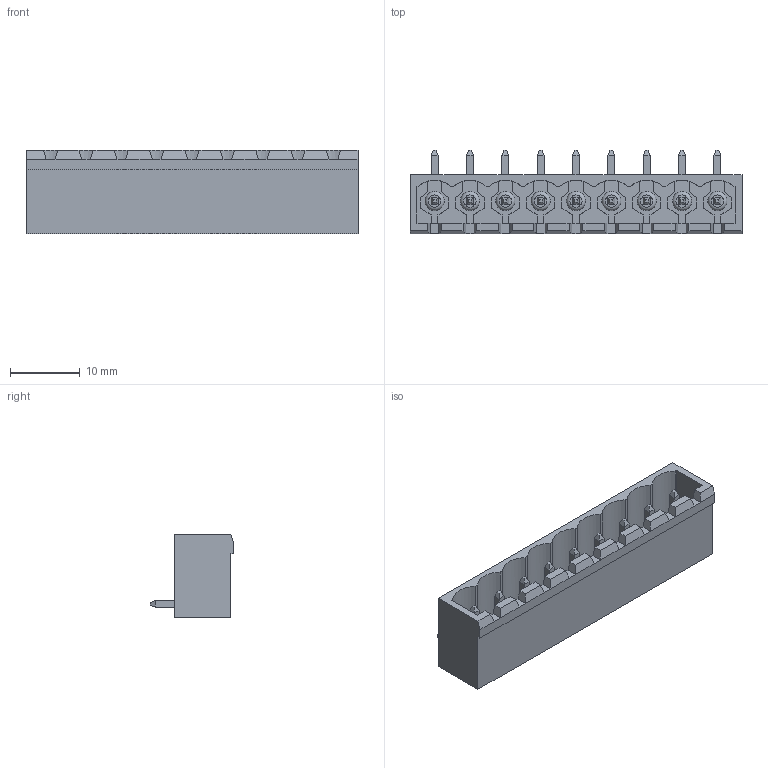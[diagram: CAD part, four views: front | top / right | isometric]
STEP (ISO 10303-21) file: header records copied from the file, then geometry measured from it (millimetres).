
FILE_DESCRIPTION( ( 'Unknown' ), '1' );
FILE_NAME( '691313510009.stp', 'Unknown', ( 'Unknown' ), ( 'Unknown' ), 'PSStep 15.0.49', 'Unknown', ' ' );
FILE_SCHEMA( ( 'AUTOMOTIVE_DESIGN { 1 0 10303 214 1 1 1 1 }' ) );
Length unit declared in the file: millimetre
Products named in the file (3): Assem1; 6913135100xx_PIN; 691311500109
Assembly tree (10 placements, depth 2):
  Assem1
    6913135100xx_PIN  x9
    691311500109
Bounding box: 47.72 x 12 x 12 mm (x, y, z)
Volume: 1999.3 mm3; surface area: 4473 mm2
Topology: 10 solids, 10 shells, 467 faces, 1251 edges, 804 vertices
Faces by surface type: plane 431, cylinder 27, torus 9
Full cylindrical faces by diameter (mm): 2.75 x9
Entity records: 13297 total; most frequent: CARTESIAN_POINT 1889, ORIENTED_EDGE 1856, DIRECTION 1677, EDGE_CURVE 928, LINE 863, VECTOR 863, VERTEX_POINT 619, AXIS2_PLACEMENT_3D 407
